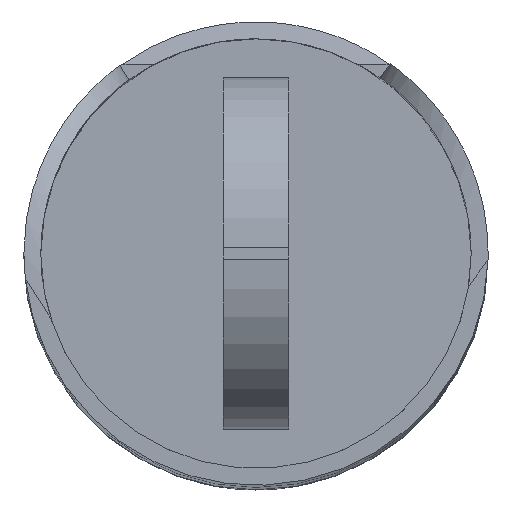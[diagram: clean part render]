
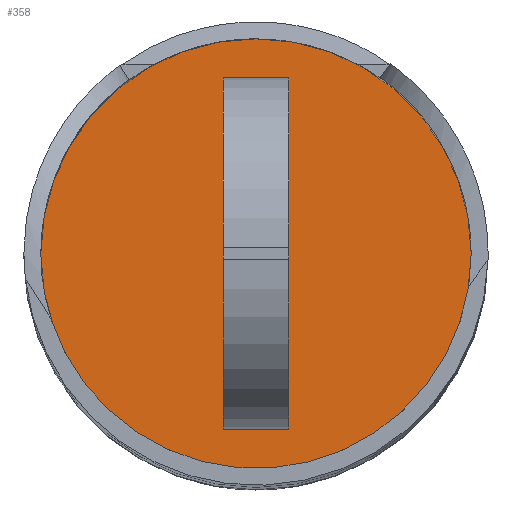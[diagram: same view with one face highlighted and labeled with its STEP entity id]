
A CAD part, top view. The second image highlights one B-rep face of the part: STEP entity #358.
In plain terms, the highlighted planar face has unit normal (0, 0, 1).
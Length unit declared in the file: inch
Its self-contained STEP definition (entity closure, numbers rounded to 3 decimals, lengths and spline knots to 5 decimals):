
#31 = CARTESIAN_POINT ( 'NONE',  ( -0.02677, 0.14483, 0.70839 ) ) ;
#66 = DIRECTION ( 'NONE',  ( 1., 0., 0. ) ) ;
#95 = DIRECTION ( 'NONE',  ( 0., 0., 1. ) ) ;
#99 = LINE ( 'NONE', #397, #837 ) ;
#125 = EDGE_CURVE ( 'NONE', #466, #1173, #99, .T. ) ;
#130 = EDGE_LOOP ( 'NONE', ( #305, #621 ) ) ;
#144 = DIRECTION ( 'NONE',  ( -1., 0., 0. ) ) ;
#162 = AXIS2_PLACEMENT_3D ( 'NONE', #572, #1184, #66 ) ;
#197 = EDGE_CURVE ( 'NONE', #1173, #1042, #781, .T. ) ;
#305 = ORIENTED_EDGE ( 'NONE', *, *, #881, .T. ) ;
#308 = AXIS2_PLACEMENT_3D ( 'NONE', #705, #95, #788 ) ;
#354 = LINE ( 'NONE', #557, #390 ) ;
#358 = ADVANCED_FACE ( 'NONE', ( #888, #1313 ), #379, .T. ) ;
#379 = PLANE ( 'NONE',  #308 ) ;
#390 = VECTOR ( 'NONE', #1092, 39.37008 ) ;
#397 = CARTESIAN_POINT ( 'NONE',  ( -0.02677, -0.14483, 0.70839 ) ) ;
#423 = VERTEX_POINT ( 'NONE', #547 ) ;
#437 = LINE ( 'NONE', #31, #987 ) ;
#466 = VERTEX_POINT ( 'NONE', #1338 ) ;
#498 = EDGE_CURVE ( 'NONE', #934, #423, #855, .T. ) ;
#544 = EDGE_LOOP ( 'NONE', ( #1169, #715, #822, #894 ) ) ;
#547 = CARTESIAN_POINT ( 'NONE',  ( 0.1772, 0., 0.70839 ) ) ;
#557 = CARTESIAN_POINT ( 'NONE',  ( 0.02677, -0.14483, 0.70839 ) ) ;
#572 = CARTESIAN_POINT ( 'NONE',  ( 0., 0., 0.70839 ) ) ;
#592 = DIRECTION ( 'NONE',  ( 0., 0., 1. ) ) ;
#621 = ORIENTED_EDGE ( 'NONE', *, *, #498, .T. ) ;
#622 = AXIS2_PLACEMENT_3D ( 'NONE', #808, #592, #1320 ) ;
#630 = EDGE_CURVE ( 'NONE', #1145, #466, #437, .T. ) ;
#690 = DIRECTION ( 'NONE',  ( 1., 0., 0. ) ) ;
#705 = CARTESIAN_POINT ( 'NONE',  ( 0., 0., 0.70839 ) ) ;
#715 = ORIENTED_EDGE ( 'NONE', *, *, #868, .F. ) ;
#781 = LINE ( 'NONE', #786, #1105 ) ;
#786 = CARTESIAN_POINT ( 'NONE',  ( -0.02677, -0.14483, 0.70839 ) ) ;
#788 = DIRECTION ( 'NONE',  ( 1., 0., 0. ) ) ;
#808 = CARTESIAN_POINT ( 'NONE',  ( 0., 0., 0.70839 ) ) ;
#822 = ORIENTED_EDGE ( 'NONE', *, *, #197, .F. ) ;
#837 = VECTOR ( 'NONE', #905, 39.37008 ) ;
#855 = CIRCLE ( 'NONE', #622, 0.1772 ) ;
#868 = EDGE_CURVE ( 'NONE', #1042, #1145, #354, .T. ) ;
#881 = EDGE_CURVE ( 'NONE', #423, #934, #1155, .T. ) ;
#884 = CARTESIAN_POINT ( 'NONE',  ( 0.02677, 0.14483, 0.70839 ) ) ;
#888 = FACE_OUTER_BOUND ( 'NONE', #130, .T. ) ;
#894 = ORIENTED_EDGE ( 'NONE', *, *, #125, .F. ) ;
#905 = DIRECTION ( 'NONE',  ( 0., -1., 0. ) ) ;
#934 = VERTEX_POINT ( 'NONE', #1036 ) ;
#960 = CARTESIAN_POINT ( 'NONE',  ( -0.02677, -0.14483, 0.70839 ) ) ;
#987 = VECTOR ( 'NONE', #144, 39.37008 ) ;
#1036 = CARTESIAN_POINT ( 'NONE',  ( -0.1772, 0., 0.70839 ) ) ;
#1042 = VERTEX_POINT ( 'NONE', #1160 ) ;
#1092 = DIRECTION ( 'NONE',  ( 0., 1., 0. ) ) ;
#1105 = VECTOR ( 'NONE', #690, 39.37008 ) ;
#1145 = VERTEX_POINT ( 'NONE', #884 ) ;
#1155 = CIRCLE ( 'NONE', #162, 0.1772 ) ;
#1160 = CARTESIAN_POINT ( 'NONE',  ( 0.02677, -0.14483, 0.70839 ) ) ;
#1169 = ORIENTED_EDGE ( 'NONE', *, *, #630, .F. ) ;
#1173 = VERTEX_POINT ( 'NONE', #960 ) ;
#1184 = DIRECTION ( 'NONE',  ( 0., 0., 1. ) ) ;
#1313 = FACE_BOUND ( 'NONE', #544, .T. ) ;
#1320 = DIRECTION ( 'NONE',  ( 1., 0., 0. ) ) ;
#1338 = CARTESIAN_POINT ( 'NONE',  ( -0.02677, 0.14483, 0.70839 ) ) ;
